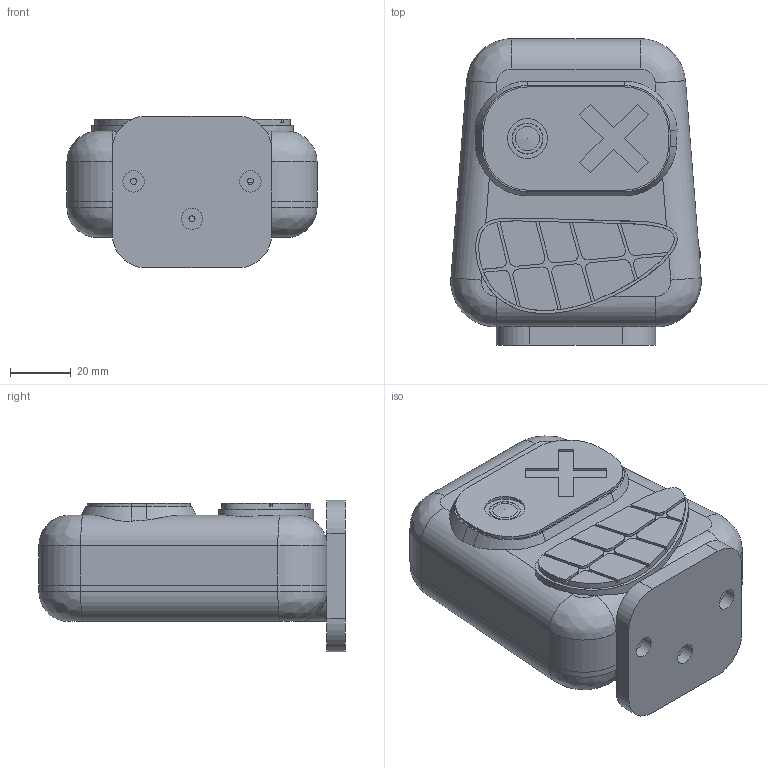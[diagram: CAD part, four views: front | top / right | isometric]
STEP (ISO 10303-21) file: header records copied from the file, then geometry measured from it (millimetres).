
FILE_DESCRIPTION(/* description */ (''),/* implementation_level */ '2;1');
FILE_NAME(/* name */ 'EYE v4.step',/* time_stamp */ '2025-05-05T11:10:41+05:30',/* author */ (''),/* organization */ (''),/* preprocessor_version */ 'ST-DEVELOPER v20.1',/* originating_system */ 'Autodesk Translation Framework v14.4.0.0',/* authorisation */ '');
FILE_SCHEMA (('AUTOMOTIVE_DESIGN { 1 0 10303 214 3 1 1 }'));
Length unit declared in the file: millimetre
Products named in the file (11): EYE; Battery Circuit; Component2; ESP32 S3 CAM Board; BODY; F; B; BAT; Mouth Cover; STAND; Eye Piece
Assembly tree (10 placements, depth 3):
  EYE
    Battery Circuit
      Component2
    ESP32 S3 CAM Board
    BODY
      F
      B
    BAT
    Mouth Cover
    STAND
    Eye Piece
Bounding box: 82.45 x 101 x 50 mm (x, y, z)
Volume: 90564.5 mm3; surface area: 85328.4 mm2
Topology: 10 solids, 10 shells, 577 faces, 1569 edges, 1032 vertices
Faces by surface type: plane 397, cylinder 148, bspline 20, cone 10, sphere 2
Full cylindrical faces by diameter (mm): 0.3 x4, 1.25 x4, 2 x16, 2.5 x2, 3 x5, 3.5 x1, 5 x1, 6 x4, 6.8 x1, 7 x3, 8 x2, 10 x1, 10.2 x1, 13 x1, 13.2 x1
Entity records: 19841 total; most frequent: CARTESIAN_POINT 4741, ORIENTED_EDGE 3142, DIRECTION 3016, EDGE_CURVE 1571, LINE 1070, VECTOR 1070, VERTEX_POINT 1036, AXIS2_PLACEMENT_3D 973
